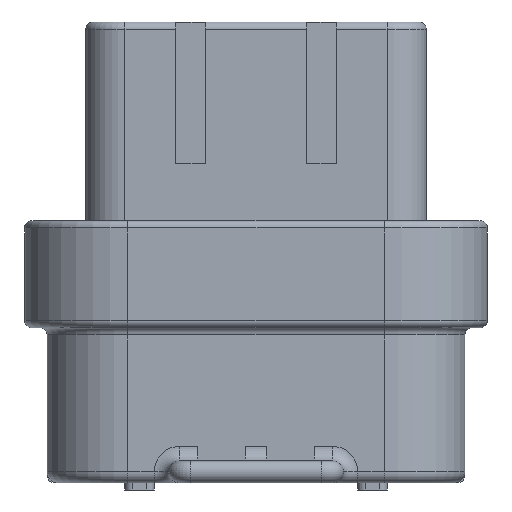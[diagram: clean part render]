
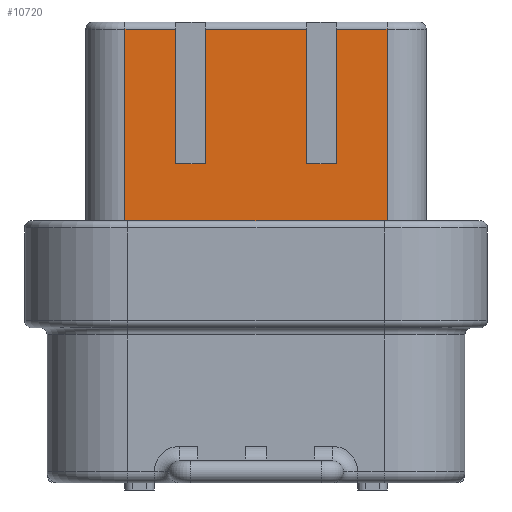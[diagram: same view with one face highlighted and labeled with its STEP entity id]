
A CAD part, front view. The second image highlights one B-rep face of the part: STEP entity #10720.
In plain terms, the highlighted planar face has unit normal (0, -1, 0).
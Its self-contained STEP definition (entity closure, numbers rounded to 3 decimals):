
#395=DIRECTION('',(0.,0.,-1.));
#396=VECTOR('',#395,13.85);
#397=CARTESIAN_POINT('',(-9.,-9.15,-0.5));
#398=LINE('',#397,#396);
#399=DIRECTION('',(1.,0.,0.));
#400=VECTOR('',#399,3.5);
#401=CARTESIAN_POINT('',(-9.,-9.15,-0.5));
#402=LINE('',#401,#400);
#403=DIRECTION('',(0.,0.,-1.));
#404=VECTOR('',#403,9.25);
#405=CARTESIAN_POINT('',(-5.5,-9.15,-0.5));
#406=LINE('',#405,#404);
#407=DIRECTION('',(1.,0.,0.));
#408=VECTOR('',#407,2.);
#409=CARTESIAN_POINT('',(-5.5,-9.15,-9.75));
#410=LINE('',#409,#408);
#411=DIRECTION('',(0.,0.,-1.));
#412=VECTOR('',#411,9.25);
#413=CARTESIAN_POINT('',(-3.5,-9.15,-0.5));
#414=LINE('',#413,#412);
#415=DIRECTION('',(1.,0.,0.));
#416=VECTOR('',#415,7.);
#417=CARTESIAN_POINT('',(-3.5,-9.15,-0.5));
#418=LINE('',#417,#416);
#419=DIRECTION('',(0.,0.,-1.));
#420=VECTOR('',#419,9.25);
#421=CARTESIAN_POINT('',(3.5,-9.15,-0.5));
#422=LINE('',#421,#420);
#423=DIRECTION('',(1.,0.,0.));
#424=VECTOR('',#423,2.);
#425=CARTESIAN_POINT('',(3.5,-9.15,-9.75));
#426=LINE('',#425,#424);
#427=DIRECTION('',(0.,0.,-1.));
#428=VECTOR('',#427,9.25);
#429=CARTESIAN_POINT('',(5.5,-9.15,-0.5));
#430=LINE('',#429,#428);
#431=DIRECTION('',(1.,0.,0.));
#432=VECTOR('',#431,3.5);
#433=CARTESIAN_POINT('',(5.5,-9.15,-0.5));
#434=LINE('',#433,#432);
#435=DIRECTION('',(1.,0.,0.));
#436=VECTOR('',#435,18.);
#437=CARTESIAN_POINT('',(-9.,-9.15,-14.35));
#438=LINE('',#437,#436);
#4522=DIRECTION('',(0.,0.,-1.));
#4523=VECTOR('',#4522,13.85);
#4524=CARTESIAN_POINT('',(9.,-9.15,-0.5));
#4525=LINE('',#4524,#4523);
#9225=CARTESIAN_POINT('',(-5.5,-9.15,-9.75));
#9226=CARTESIAN_POINT('',(-3.5,-9.15,-9.75));
#9227=VERTEX_POINT('',#9225);
#9228=VERTEX_POINT('',#9226);
#9229=CARTESIAN_POINT('',(3.5,-9.15,-9.75));
#9230=CARTESIAN_POINT('',(5.5,-9.15,-9.75));
#9231=VERTEX_POINT('',#9229);
#9232=VERTEX_POINT('',#9230);
#9233=CARTESIAN_POINT('',(-3.5,-9.15,-0.5));
#9234=VERTEX_POINT('',#9233);
#9235=CARTESIAN_POINT('',(-5.5,-9.15,-0.5));
#9236=VERTEX_POINT('',#9235);
#9237=CARTESIAN_POINT('',(5.5,-9.15,-0.5));
#9238=VERTEX_POINT('',#9237);
#9239=CARTESIAN_POINT('',(3.5,-9.15,-0.5));
#9240=VERTEX_POINT('',#9239);
#9831=CARTESIAN_POINT('',(-9.,-9.15,-0.5));
#9832=VERTEX_POINT('',#9831);
#9837=CARTESIAN_POINT('',(9.,-9.15,-0.5));
#9839=VERTEX_POINT('',#9837);
#9855=CARTESIAN_POINT('',(-9.,-9.15,-14.35));
#9856=VERTEX_POINT('',#9855);
#9857=CARTESIAN_POINT('',(9.,-9.15,-14.35));
#9858=VERTEX_POINT('',#9857);
#10695=CARTESIAN_POINT('',(-9.,-9.15,0.));
#10696=DIRECTION('',(0.,-1.,0.));
#10697=DIRECTION('',(1.,0.,0.));
#10698=AXIS2_PLACEMENT_3D('',#10695,#10696,#10697);
#10699=PLANE('',#10698);
#10701=ORIENTED_EDGE('',*,*,#10700,.F.);
#10702=ORIENTED_EDGE('',*,*,#10627,.T.);
#10704=ORIENTED_EDGE('',*,*,#10703,.T.);
#10706=ORIENTED_EDGE('',*,*,#10705,.T.);
#10707=ORIENTED_EDGE('',*,*,#10597,.F.);
#10708=ORIENTED_EDGE('',*,*,#10615,.T.);
#10709=ORIENTED_EDGE('',*,*,#10660,.T.);
#10711=ORIENTED_EDGE('',*,*,#10710,.T.);
#10712=ORIENTED_EDGE('',*,*,#10687,.F.);
#10713=ORIENTED_EDGE('',*,*,#10645,.T.);
#10715=ORIENTED_EDGE('',*,*,#10714,.T.);
#10717=ORIENTED_EDGE('',*,*,#10716,.F.);
#10718=EDGE_LOOP('',(#10701,#10702,#10704,#10706,#10707,#10708,#10709,#10711,
#10712,#10713,#10715,#10717));
#10719=FACE_OUTER_BOUND('',#10718,.F.);
#10597=EDGE_CURVE('',#9234,#9228,#414,.T.);
#10615=EDGE_CURVE('',#9234,#9240,#418,.T.);
#10627=EDGE_CURVE('',#9832,#9236,#402,.T.);
#10645=EDGE_CURVE('',#9238,#9839,#434,.T.);
#10660=EDGE_CURVE('',#9240,#9231,#422,.T.);
#10687=EDGE_CURVE('',#9238,#9232,#430,.T.);
#10700=EDGE_CURVE('',#9832,#9856,#398,.T.);
#10703=EDGE_CURVE('',#9236,#9227,#406,.T.);
#10705=EDGE_CURVE('',#9227,#9228,#410,.T.);
#10710=EDGE_CURVE('',#9231,#9232,#426,.T.);
#10714=EDGE_CURVE('',#9839,#9858,#4525,.T.);
#10716=EDGE_CURVE('',#9856,#9858,#438,.T.);
#10720=ADVANCED_FACE('',(#10719),#10699,.T.);
